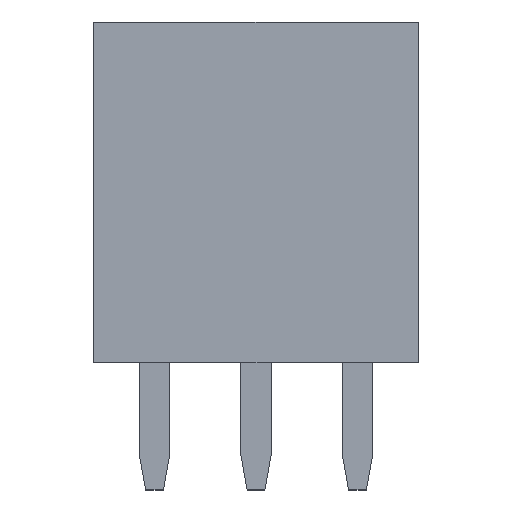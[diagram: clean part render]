
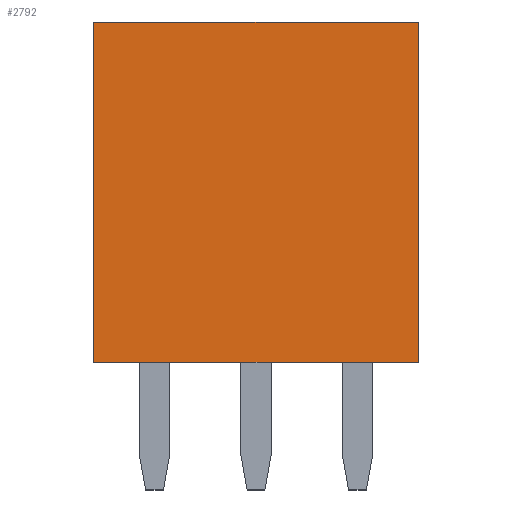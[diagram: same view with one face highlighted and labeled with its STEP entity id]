
A CAD part, top view. The second image highlights one B-rep face of the part: STEP entity #2792.
In plain terms, the highlighted planar face has unit normal (0, 0, 1).
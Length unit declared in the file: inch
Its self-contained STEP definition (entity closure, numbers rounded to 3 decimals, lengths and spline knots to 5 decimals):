
#16 = FACE_OUTER_BOUND ( 'NONE', #2996, .T. ) ;
#84 = DIRECTION ( 'NONE',  ( 1., 0., 0. ) ) ;
#115 = VECTOR ( 'NONE', #84, 39.37008 ) ;
#158 = DIRECTION ( 'NONE',  ( 0., 0., -1. ) ) ;
#163 = CARTESIAN_POINT ( 'NONE',  ( 0.16, 0.335, 0.05 ) ) ;
#327 = VECTOR ( 'NONE', #1027, 39.37008 ) ;
#439 = EDGE_CURVE ( 'NONE', #1502, #2699, #2679, .T. ) ;
#507 = ORIENTED_EDGE ( 'NONE', *, *, #439, .F. ) ;
#604 = CARTESIAN_POINT ( 'NONE',  ( 0.16, 0.335, 0.05 ) ) ;
#686 = CARTESIAN_POINT ( 'NONE',  ( 0.16, 0., 0.05 ) ) ;
#746 = LINE ( 'NONE', #1182, #327 ) ;
#759 = CARTESIAN_POINT ( 'NONE',  ( -0.16, 0., 0.05 ) ) ;
#831 = VECTOR ( 'NONE', #3005, 39.37008 ) ;
#888 = DIRECTION ( 'NONE',  ( -1., 0., 0. ) ) ;
#979 = VECTOR ( 'NONE', #2939, 39.37008 ) ;
#1027 = DIRECTION ( 'NONE',  ( 0., -1., 0. ) ) ;
#1089 = EDGE_CURVE ( 'NONE', #2116, #1434, #2333, .T. ) ;
#1182 = CARTESIAN_POINT ( 'NONE',  ( -0.16, 0.335, 0.05 ) ) ;
#1358 = CARTESIAN_POINT ( 'NONE',  ( -0.16, 0.335, 0.05 ) ) ;
#1434 = VERTEX_POINT ( 'NONE', #686 ) ;
#1500 = CARTESIAN_POINT ( 'NONE',  ( -0.16, 0., 0.05 ) ) ;
#1502 = VERTEX_POINT ( 'NONE', #2362 ) ;
#1503 = AXIS2_PLACEMENT_3D ( 'NONE', #1358, #158, #888 ) ;
#1805 = EDGE_CURVE ( 'NONE', #2699, #1434, #2704, .T. ) ;
#2030 = ORIENTED_EDGE ( 'NONE', *, *, #1089, .T. ) ;
#2034 = EDGE_CURVE ( 'NONE', #1502, #2116, #746, .T. ) ;
#2116 = VERTEX_POINT ( 'NONE', #759 ) ;
#2237 = CARTESIAN_POINT ( 'NONE',  ( 0.16, 0.335, 0.05 ) ) ;
#2298 = PLANE ( 'NONE',  #1503 ) ;
#2333 = LINE ( 'NONE', #1500, #979 ) ;
#2362 = CARTESIAN_POINT ( 'NONE',  ( -0.16, 0.335, 0.05 ) ) ;
#2679 = LINE ( 'NONE', #2237, #115 ) ;
#2699 = VERTEX_POINT ( 'NONE', #604 ) ;
#2704 = LINE ( 'NONE', #163, #831 ) ;
#2792 = ADVANCED_FACE ( 'NONE', ( #16 ), #2298, .F. ) ;
#2863 = ORIENTED_EDGE ( 'NONE', *, *, #1805, .F. ) ;
#2922 = ORIENTED_EDGE ( 'NONE', *, *, #2034, .T. ) ;
#2939 = DIRECTION ( 'NONE',  ( 1., 0., 0. ) ) ;
#2996 = EDGE_LOOP ( 'NONE', ( #2863, #507, #2922, #2030 ) ) ;
#3005 = DIRECTION ( 'NONE',  ( 0., -1., 0. ) ) ;
